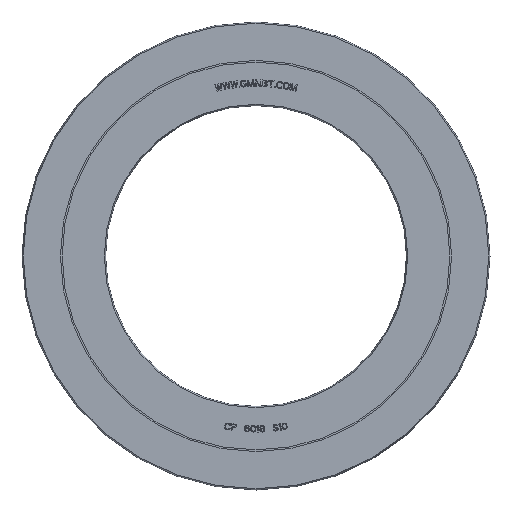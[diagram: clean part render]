
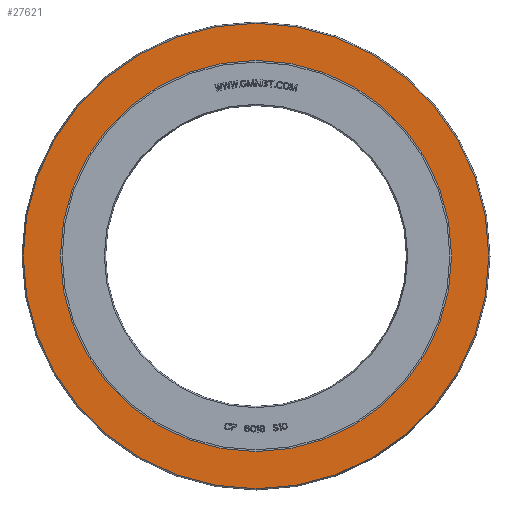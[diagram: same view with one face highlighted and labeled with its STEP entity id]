
A CAD part, front view. The second image highlights one B-rep face of the part: STEP entity #27621.
In plain terms, the highlighted planar face has unit normal (0, -1, 0).
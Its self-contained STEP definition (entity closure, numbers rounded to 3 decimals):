
#27140=CARTESIAN_POINT('',(0.,-3.,0.));
#27141=DIRECTION('',(0.,1.,0.));
#27142=DIRECTION('',(0.,0.,-1.));
#27143=AXIS2_PLACEMENT_3D('',#27140,#27141,#27142);
#27148=CARTESIAN_POINT('',(0.,-3.,0.));
#27149=DIRECTION('',(0.,-1.,0.));
#27150=DIRECTION('',(0.,0.,-1.));
#27151=AXIS2_PLACEMENT_3D('',#27148,#27149,#27150);
#27156=CARTESIAN_POINT('',(0.,-3.,0.));
#27157=DIRECTION('',(0.,-1.,0.));
#27158=DIRECTION('',(0.,0.,-1.));
#27159=AXIS2_PLACEMENT_3D('',#27156,#27157,#27158);
#27178=CARTESIAN_POINT('',(0.,-3.,0.));
#27179=DIRECTION('',(0.,1.,0.));
#27180=DIRECTION('',(0.,0.,-1.));
#27181=AXIS2_PLACEMENT_3D('',#27178,#27179,#27180);
#27217=CARTESIAN_POINT('',(0.,-3.,-58.5));
#27219=VERTEX_POINT('',#27217);
#27220=CARTESIAN_POINT('',(0.,-3.,-69.636));
#27222=VERTEX_POINT('',#27220);
#27233=CARTESIAN_POINT('',(0.,-3.,58.5));
#27235=VERTEX_POINT('',#27233);
#27236=CARTESIAN_POINT('',(0.,-3.,69.636));
#27238=VERTEX_POINT('',#27236);
#27606=CARTESIAN_POINT('',(0.,-3.,0.));
#27607=DIRECTION('',(0.,-1.,0.));
#27608=DIRECTION('',(0.,0.,1.));
#27609=AXIS2_PLACEMENT_3D('',#27606,#27607,#27608);
#27610=PLANE('',#27609);
#27612=ORIENTED_EDGE('',*,*,#27611,.F.);
#27614=ORIENTED_EDGE('',*,*,#27613,.T.);
#27615=EDGE_LOOP('',(#27612,#27614));
#27616=FACE_OUTER_BOUND('',#27615,.F.);
#27617=ORIENTED_EDGE('',*,*,#27599,.F.);
#27618=ORIENTED_EDGE('',*,*,#27588,.T.);
#27619=EDGE_LOOP('',(#27617,#27618));
#27620=FACE_BOUND('',#27619,.F.);
#27144=CIRCLE('',#27143,58.5);
#27152=CIRCLE('',#27151,58.5);
#27160=CIRCLE('',#27159,69.636);
#27182=CIRCLE('',#27181,69.636);
#27588=EDGE_CURVE('',#27219,#27235,#27152,.T.);
#27599=EDGE_CURVE('',#27219,#27235,#27144,.T.);
#27611=EDGE_CURVE('',#27222,#27238,#27160,.T.);
#27613=EDGE_CURVE('',#27222,#27238,#27182,.T.);
#27621=ADVANCED_FACE('',(#27616,#27620),#27610,.T.);
